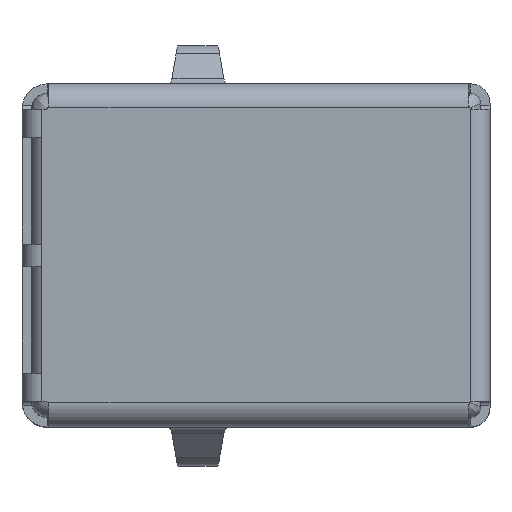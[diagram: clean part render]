
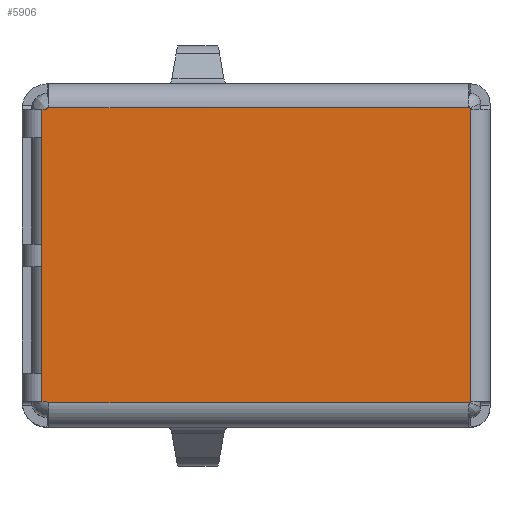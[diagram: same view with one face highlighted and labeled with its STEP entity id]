
A CAD part, top view. The second image highlights one B-rep face of the part: STEP entity #5906.
In plain terms, the highlighted planar face has unit normal (0, 0, 1).
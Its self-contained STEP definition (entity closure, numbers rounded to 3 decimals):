
#5825 = VERTEX_POINT('',#5826);
#5826 = CARTESIAN_POINT('',(14.35,4.038,
    10.95));
#5839 = EDGE_CURVE('',#5825,#5840,#5842,.T.);
#5840 = VERTEX_POINT('',#5841);
#5841 = CARTESIAN_POINT('',(14.35,-6.338,
    10.95));
#5842 = LINE('',#5843,#5844);
#5843 = CARTESIAN_POINT('',(14.35,-6.3,
    10.95));
#5844 = VECTOR('',#5845,1.);
#5845 = DIRECTION('',(-0.,-1.,-0.));
#5878 = VERTEX_POINT('',#5879);
#5879 = CARTESIAN_POINT('',(-0.75,3.,
    10.95));
#5886 = EDGE_CURVE('',#5887,#5878,#5889,.T.);
#5887 = VERTEX_POINT('',#5888);
#5888 = CARTESIAN_POINT('',(-0.75,4.,
    10.95));
#5889 = LINE('',#5890,#5891);
#5890 = CARTESIAN_POINT('',(-0.75,4.,
    10.95));
#5891 = VECTOR('',#5892,1.);
#5892 = DIRECTION('',(0.,-1.,0.));
#5906 = ADVANCED_FACE('',(#5907),#6007,.F.);
#5907 = FACE_BOUND('',#5908,.T.);
#5908 = EDGE_LOOP('',(#5909,#5910,#5919,#5927,#5936,#5942,#5943,#5951,
    #5959,#5967,#5975,#5983,#5992,#6000));
#5909 = ORIENTED_EDGE('',*,*,#5839,.F.);
#5910 = ORIENTED_EDGE('',*,*,#5911,.T.);
#5911 = EDGE_CURVE('',#5825,#5912,#5914,.T.);
#5912 = VERTEX_POINT('',#5913);
#5913 = CARTESIAN_POINT('',(14.338,4.05,10.95
    ));
#5914 = CIRCLE('',#5915,0.15);
#5915 = AXIS2_PLACEMENT_3D('',#5916,#5917,#5918);
#5916 = CARTESIAN_POINT('',(14.45,4.15,
    10.95));
#5917 = DIRECTION('',(0.,0.,-1.));
#5918 = DIRECTION('',(-1.,0.,0.));
#5919 = ORIENTED_EDGE('',*,*,#5920,.T.);
#5920 = EDGE_CURVE('',#5912,#5921,#5923,.T.);
#5921 = VERTEX_POINT('',#5922);
#5922 = CARTESIAN_POINT('',(-0.538,4.05,
    10.95));
#5923 = LINE('',#5924,#5925);
#5924 = CARTESIAN_POINT('',(-0.5,4.05,
    10.95));
#5925 = VECTOR('',#5926,1.);
#5926 = DIRECTION('',(-1.,0.,0.));
#5927 = ORIENTED_EDGE('',*,*,#5928,.T.);
#5928 = EDGE_CURVE('',#5921,#5929,#5931,.T.);
#5929 = VERTEX_POINT('',#5930);
#5930 = CARTESIAN_POINT('',(-0.65,4.,
    10.95));
#5931 = CIRCLE('',#5932,0.15);
#5932 = AXIS2_PLACEMENT_3D('',#5933,#5934,#5935);
#5933 = CARTESIAN_POINT('',(-0.65,4.15,
    10.95));
#5934 = DIRECTION('',(0.,0.,-1.));
#5935 = DIRECTION('',(-1.,0.,0.));
#5936 = ORIENTED_EDGE('',*,*,#5937,.T.);
#5937 = EDGE_CURVE('',#5929,#5887,#5938,.T.);
#5938 = LINE('',#5939,#5940);
#5939 = CARTESIAN_POINT('',(6.8,4.,10.95
    ));
#5940 = VECTOR('',#5941,1.);
#5941 = DIRECTION('',(-1.,0.,0.));
#5942 = ORIENTED_EDGE('',*,*,#5886,.T.);
#5943 = ORIENTED_EDGE('',*,*,#5944,.F.);
#5944 = EDGE_CURVE('',#5945,#5878,#5947,.T.);
#5945 = VERTEX_POINT('',#5946);
#5946 = CARTESIAN_POINT('',(-0.75,-0.75,
    10.95));
#5947 = LINE('',#5948,#5949);
#5948 = CARTESIAN_POINT('',(-0.75,3.,
    10.95));
#5949 = VECTOR('',#5950,1.);
#5950 = DIRECTION('',(0.,1.,0.));
#5951 = ORIENTED_EDGE('',*,*,#5952,.T.);
#5952 = EDGE_CURVE('',#5945,#5953,#5955,.T.);
#5953 = VERTEX_POINT('',#5954);
#5954 = CARTESIAN_POINT('',(-0.75,-1.55,
    10.95));
#5955 = LINE('',#5956,#5957);
#5956 = CARTESIAN_POINT('',(-0.75,4.,
    10.95));
#5957 = VECTOR('',#5958,1.);
#5958 = DIRECTION('',(0.,-1.,0.));
#5959 = ORIENTED_EDGE('',*,*,#5960,.F.);
#5960 = EDGE_CURVE('',#5961,#5953,#5963,.T.);
#5961 = VERTEX_POINT('',#5962);
#5962 = CARTESIAN_POINT('',(-0.75,-5.3,
    10.95));
#5963 = LINE('',#5964,#5965);
#5964 = CARTESIAN_POINT('',(-0.75,-5.3,
    10.95));
#5965 = VECTOR('',#5966,1.);
#5966 = DIRECTION('',(0.,1.,0.));
#5967 = ORIENTED_EDGE('',*,*,#5968,.T.);
#5968 = EDGE_CURVE('',#5961,#5969,#5971,.T.);
#5969 = VERTEX_POINT('',#5970);
#5970 = CARTESIAN_POINT('',(-0.75,-6.3,
    10.95));
#5971 = LINE('',#5972,#5973);
#5972 = CARTESIAN_POINT('',(-0.75,4.,
    10.95));
#5973 = VECTOR('',#5974,1.);
#5974 = DIRECTION('',(0.,-1.,0.));
#5975 = ORIENTED_EDGE('',*,*,#5976,.T.);
#5976 = EDGE_CURVE('',#5969,#5977,#5979,.T.);
#5977 = VERTEX_POINT('',#5978);
#5978 = CARTESIAN_POINT('',(-0.65,-6.3,
    10.95));
#5979 = LINE('',#5980,#5981);
#5980 = CARTESIAN_POINT('',(6.8,-6.3,
    10.95));
#5981 = VECTOR('',#5982,1.);
#5982 = DIRECTION('',(1.,0.,0.));
#5983 = ORIENTED_EDGE('',*,*,#5984,.T.);
#5984 = EDGE_CURVE('',#5977,#5985,#5987,.T.);
#5985 = VERTEX_POINT('',#5986);
#5986 = CARTESIAN_POINT('',(-0.538,-6.35,
    10.95));
#5987 = CIRCLE('',#5988,0.15);
#5988 = AXIS2_PLACEMENT_3D('',#5989,#5990,#5991);
#5989 = CARTESIAN_POINT('',(-0.65,-6.45,
    10.95));
#5990 = DIRECTION('',(0.,0.,-1.));
#5991 = DIRECTION('',(-1.,0.,0.));
#5992 = ORIENTED_EDGE('',*,*,#5993,.T.);
#5993 = EDGE_CURVE('',#5985,#5994,#5996,.T.);
#5994 = VERTEX_POINT('',#5995);
#5995 = CARTESIAN_POINT('',(14.338,-6.35,
    10.95));
#5996 = LINE('',#5997,#5998);
#5997 = CARTESIAN_POINT('',(-0.5,-6.35,
    10.95));
#5998 = VECTOR('',#5999,1.);
#5999 = DIRECTION('',(1.,0.,0.));
#6000 = ORIENTED_EDGE('',*,*,#6001,.T.);
#6001 = EDGE_CURVE('',#5994,#5840,#6002,.T.);
#6002 = CIRCLE('',#6003,0.15);
#6003 = AXIS2_PLACEMENT_3D('',#6004,#6005,#6006);
#6004 = CARTESIAN_POINT('',(14.45,-6.45,
    10.95));
#6005 = DIRECTION('',(0.,0.,-1.));
#6006 = DIRECTION('',(-1.,0.,0.));
#6007 = PLANE('',#6008);
#6008 = AXIS2_PLACEMENT_3D('',#6009,#6010,#6011);
#6009 = CARTESIAN_POINT('',(6.8,-1.15,
    10.95));
#6010 = DIRECTION('',(0.,0.,-1.));
#6011 = DIRECTION('',(-1.,0.,0.));
